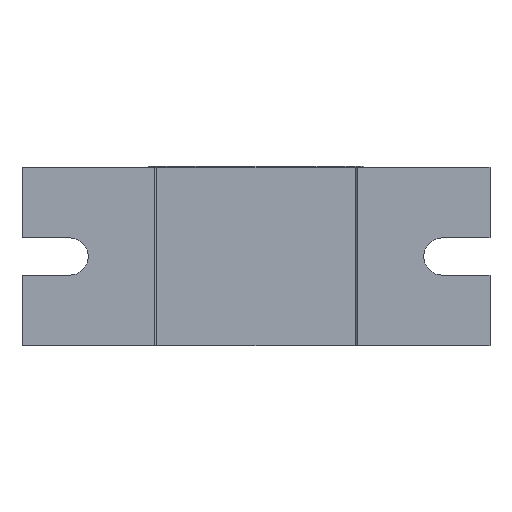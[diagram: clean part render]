
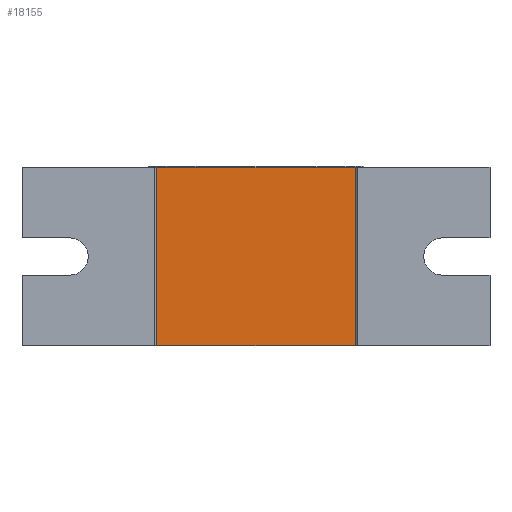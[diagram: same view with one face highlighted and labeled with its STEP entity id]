
A CAD part, front view. The second image highlights one B-rep face of the part: STEP entity #18155.
In plain terms, the highlighted planar face has unit normal (0, -1, 0).
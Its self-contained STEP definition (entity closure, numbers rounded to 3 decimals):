
#564 = DIRECTION ( 'NONE',  ( 0., 1., 0. ) ) ;
#650 = VERTEX_POINT ( 'NONE', #4458 ) ;
#1988 = DIRECTION ( 'NONE',  ( 0., 0., 1. ) ) ;
#2543 = CARTESIAN_POINT ( 'NONE',  ( -24., -32., -21.5 ) ) ;
#3334 = VERTEX_POINT ( 'NONE', #10638 ) ;
#3702 = PLANE ( 'NONE',  #20189 ) ;
#4458 = CARTESIAN_POINT ( 'NONE',  ( -24., -32., -21.5 ) ) ;
#4809 = EDGE_CURVE ( 'NONE', #20599, #3334, #11388, .T. ) ;
#4826 = VECTOR ( 'NONE', #5591, 1000. ) ;
#5346 = CARTESIAN_POINT ( 'NONE',  ( -24.5, -32., -21.5 ) ) ;
#5591 = DIRECTION ( 'NONE',  ( -1., 0., 0. ) ) ;
#5683 = VECTOR ( 'NONE', #17284, 1000. ) ;
#7063 = DIRECTION ( 'NONE',  ( -1., 0., 0. ) ) ;
#7325 = VECTOR ( 'NONE', #9896, 1000. ) ;
#9745 = CARTESIAN_POINT ( 'NONE',  ( -24.5, -32., 21.5 ) ) ;
#9896 = DIRECTION ( 'NONE',  ( -1., 0., 0. ) ) ;
#10387 = VECTOR ( 'NONE', #1988, 1000. ) ;
#10451 = EDGE_CURVE ( 'NONE', #3334, #650, #20505, .T. ) ;
#10638 = CARTESIAN_POINT ( 'NONE',  ( -24., -32., 21.5 ) ) ;
#11388 = LINE ( 'NONE', #9745, #7325 ) ;
#12079 = ORIENTED_EDGE ( 'NONE', *, *, #10451, .T. ) ;
#12289 = FACE_OUTER_BOUND ( 'NONE', #13995, .T. ) ;
#12725 = EDGE_CURVE ( 'NONE', #15627, #650, #16864, .T. ) ;
#13713 = LINE ( 'NONE', #19862, #10387 ) ;
#13995 = EDGE_LOOP ( 'NONE', ( #19269, #20067, #20128, #12079 ) ) ;
#14538 = CARTESIAN_POINT ( 'NONE',  ( 24., -32., 21.5 ) ) ;
#14924 = EDGE_CURVE ( 'NONE', #15627, #20599, #13713, .T. ) ;
#15627 = VERTEX_POINT ( 'NONE', #18601 ) ;
#16864 = LINE ( 'NONE', #20306, #4826 ) ;
#17284 = DIRECTION ( 'NONE',  ( 0., 0., -1. ) ) ;
#18155 = ADVANCED_FACE ( 'NONE', ( #12289 ), #3702, .F. ) ;
#18601 = CARTESIAN_POINT ( 'NONE',  ( 24., -32., -21.5 ) ) ;
#19269 = ORIENTED_EDGE ( 'NONE', *, *, #12725, .F. ) ;
#19862 = CARTESIAN_POINT ( 'NONE',  ( 24., -32., 21.5 ) ) ;
#20067 = ORIENTED_EDGE ( 'NONE', *, *, #14924, .T. ) ;
#20128 = ORIENTED_EDGE ( 'NONE', *, *, #4809, .T. ) ;
#20189 = AXIS2_PLACEMENT_3D ( 'NONE', #5346, #564, #7063 ) ;
#20306 = CARTESIAN_POINT ( 'NONE',  ( -24.5, -32., -21.5 ) ) ;
#20505 = LINE ( 'NONE', #2543, #5683 ) ;
#20599 = VERTEX_POINT ( 'NONE', #14538 ) ;
